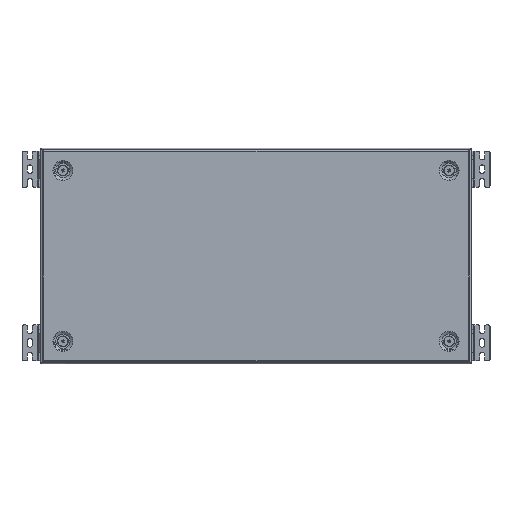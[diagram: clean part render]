
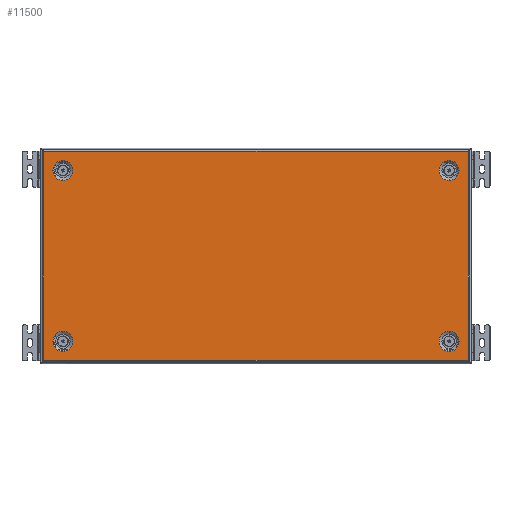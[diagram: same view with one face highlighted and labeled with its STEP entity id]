
A CAD part, top view. The second image highlights one B-rep face of the part: STEP entity #11500.
In plain terms, the highlighted planar face has unit normal (0, 0, 1).
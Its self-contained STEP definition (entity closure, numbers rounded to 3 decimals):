
#139 = VERTEX_POINT ( 'NONE', #6958 ) ;
#525 = VECTOR ( 'NONE', #23483, 1000. ) ;
#794 = CARTESIAN_POINT ( 'NONE',  ( -295.4, 145.5, 0. ) ) ;
#1185 = CARTESIAN_POINT ( 'NONE',  ( -297.5, 145.5, 0. ) ) ;
#1280 = VECTOR ( 'NONE', #13260, 1000. ) ;
#1342 = VERTEX_POINT ( 'NONE', #8348 ) ;
#1360 = FACE_BOUND ( 'NONE', #23931, .T. ) ;
#1440 = DIRECTION ( 'NONE',  ( -1., 0., 0. ) ) ;
#1604 = EDGE_CURVE ( 'NONE', #26034, #3404, #9556, .T. ) ;
#1681 = ORIENTED_EDGE ( 'NONE', *, *, #16927, .T. ) ;
#1738 = AXIS2_PLACEMENT_3D ( 'NONE', #16095, #11747, #11887 ) ;
#1830 = CARTESIAN_POINT ( 'NONE',  ( -295.5, -145.5, 0. ) ) ;
#1917 = ORIENTED_EDGE ( 'NONE', *, *, #7389, .F. ) ;
#2098 = ORIENTED_EDGE ( 'NONE', *, *, #10992, .T. ) ;
#2226 = DIRECTION ( 'NONE',  ( 0., 0., 1. ) ) ;
#2302 = EDGE_CURVE ( 'NONE', #20942, #22402, #15673, .T. ) ;
#2369 = CARTESIAN_POINT ( 'NONE',  ( 269., 133., 0. ) ) ;
#2430 = DIRECTION ( 'NONE',  ( 1., 0., 0. ) ) ;
#2559 = DIRECTION ( 'NONE',  ( 1., 0., 0. ) ) ;
#2718 = CARTESIAN_POINT ( 'NONE',  ( 295.793, 145.5, 0. ) ) ;
#2836 = EDGE_CURVE ( 'NONE', #22402, #20942, #8278, .T. ) ;
#2887 = EDGE_CURVE ( 'NONE', #16443, #26034, #16730, .T. ) ;
#3129 = CARTESIAN_POINT ( 'NONE',  ( -295.793, -145.5, 0. ) ) ;
#3299 = CARTESIAN_POINT ( 'NONE',  ( 269., -105., 0. ) ) ;
#3351 = EDGE_CURVE ( 'NONE', #6341, #7623, #13085, .T. ) ;
#3404 = VERTEX_POINT ( 'NONE', #18433 ) ;
#3912 = CIRCLE ( 'NONE', #19974, 14. ) ;
#4352 = VECTOR ( 'NONE', #4917, 1000. ) ;
#4688 = ORIENTED_EDGE ( 'NONE', *, *, #11870, .F. ) ;
#4765 = AXIS2_PLACEMENT_3D ( 'NONE', #23298, #2226, #12993 ) ;
#4917 = DIRECTION ( 'NONE',  ( -1., 0., 0. ) ) ;
#4989 = ORIENTED_EDGE ( 'NONE', *, *, #1604, .T. ) ;
#5191 = EDGE_LOOP ( 'NONE', ( #4688, #16919 ) ) ;
#5339 = FACE_OUTER_BOUND ( 'NONE', #21204, .T. ) ;
#5727 = CIRCLE ( 'NONE', #20030, 14. ) ;
#6191 = DIRECTION ( 'NONE',  ( 0., 0., 1. ) ) ;
#6295 = DIRECTION ( 'NONE',  ( -1., 0., 0. ) ) ;
#6341 = VERTEX_POINT ( 'NONE', #2369 ) ;
#6849 = ORIENTED_EDGE ( 'NONE', *, *, #10430, .F. ) ;
#6897 = LINE ( 'NONE', #15211, #525 ) ;
#6949 = VECTOR ( 'NONE', #14796, 1000. ) ;
#6958 = CARTESIAN_POINT ( 'NONE',  ( 269., -133., 0. ) ) ;
#7389 = EDGE_CURVE ( 'NONE', #10919, #1342, #9045, .T. ) ;
#7623 = VERTEX_POINT ( 'NONE', #18942 ) ;
#7737 = VERTEX_POINT ( 'NONE', #21910 ) ;
#8278 = CIRCLE ( 'NONE', #17848, 14. ) ;
#8348 = CARTESIAN_POINT ( 'NONE',  ( -269., -133., 0. ) ) ;
#8401 = CARTESIAN_POINT ( 'NONE',  ( -295.5, 145.793, 0. ) ) ;
#8741 = DIRECTION ( 'NONE',  ( 0., 1., 0. ) ) ;
#9045 = CIRCLE ( 'NONE', #24645, 14. ) ;
#9541 = FACE_BOUND ( 'NONE', #21283, .T. ) ;
#9556 = LINE ( 'NONE', #17844, #1280 ) ;
#9660 = EDGE_CURVE ( 'NONE', #7737, #22309, #19951, .T. ) ;
#9848 = CARTESIAN_POINT ( 'NONE',  ( 295.4, 145.5, 0. ) ) ;
#10139 = DIRECTION ( 'NONE',  ( -1., 0., 0. ) ) ;
#10258 = DIRECTION ( 'NONE',  ( 1., 0., 0. ) ) ;
#10430 = EDGE_CURVE ( 'NONE', #1342, #10919, #22525, .T. ) ;
#10781 = LINE ( 'NONE', #19068, #20941 ) ;
#10815 = CARTESIAN_POINT ( 'NONE',  ( -295.4, -145.5, 0. ) ) ;
#10919 = VERTEX_POINT ( 'NONE', #24693 ) ;
#10992 = EDGE_CURVE ( 'NONE', #7737, #16288, #12224, .T. ) ;
#11438 = DIRECTION ( 'NONE',  ( 1., 0., 0. ) ) ;
#11500 = ADVANCED_FACE ( 'NONE', ( #5339, #23804, #23947, #1360, #9541 ), #17828, .T. ) ;
#11711 = EDGE_CURVE ( 'NONE', #17822, #19948, #23517, .T. ) ;
#11747 = DIRECTION ( 'NONE',  ( 0., 0., 1. ) ) ;
#11810 = CARTESIAN_POINT ( 'NONE',  ( -269., 105., 0. ) ) ;
#11856 = CARTESIAN_POINT ( 'NONE',  ( 0., 0., 0. ) ) ;
#11870 = EDGE_CURVE ( 'NONE', #139, #15024, #3912, .T. ) ;
#11887 = DIRECTION ( 'NONE',  ( 1., 0., 0. ) ) ;
#12050 = ORIENTED_EDGE ( 'NONE', *, *, #16716, .F. ) ;
#12224 = LINE ( 'NONE', #8401, #6949 ) ;
#12335 = CARTESIAN_POINT ( 'NONE',  ( 269., 119., 0. ) ) ;
#12621 = EDGE_CURVE ( 'NONE', #16288, #16443, #21742, .T. ) ;
#12802 = CARTESIAN_POINT ( 'NONE',  ( 269., -119., 0. ) ) ;
#12993 = DIRECTION ( 'NONE',  ( -1., 0., 0. ) ) ;
#13085 = CIRCLE ( 'NONE', #16526, 14. ) ;
#13260 = DIRECTION ( 'NONE',  ( 1., 0., 0. ) ) ;
#13438 = EDGE_CURVE ( 'NONE', #15024, #139, #5727, .T. ) ;
#14796 = DIRECTION ( 'NONE',  ( 0., -1., 0. ) ) ;
#14834 = CARTESIAN_POINT ( 'NONE',  ( -269., 119., 0. ) ) ;
#15024 = VERTEX_POINT ( 'NONE', #3299 ) ;
#15211 = CARTESIAN_POINT ( 'NONE',  ( 295.793, 145.5, 0. ) ) ;
#15633 = DIRECTION ( 'NONE',  ( 1., 0., 0. ) ) ;
#15673 = CIRCLE ( 'NONE', #1738, 14. ) ;
#15691 = ORIENTED_EDGE ( 'NONE', *, *, #2302, .F. ) ;
#16038 = EDGE_CURVE ( 'NONE', #19948, #22309, #6897, .T. ) ;
#16095 = CARTESIAN_POINT ( 'NONE',  ( -269., 119., 0. ) ) ;
#16245 = ORIENTED_EDGE ( 'NONE', *, *, #11711, .T. ) ;
#16250 = ORIENTED_EDGE ( 'NONE', *, *, #2887, .T. ) ;
#16288 = VERTEX_POINT ( 'NONE', #1830 ) ;
#16443 = VERTEX_POINT ( 'NONE', #10815 ) ;
#16526 = AXIS2_PLACEMENT_3D ( 'NONE', #12335, #18298, #10139 ) ;
#16576 = ORIENTED_EDGE ( 'NONE', *, *, #9660, .F. ) ;
#16627 = AXIS2_PLACEMENT_3D ( 'NONE', #18813, #26680, #6295 ) ;
#16716 = EDGE_CURVE ( 'NONE', #7623, #6341, #22687, .T. ) ;
#16730 = LINE ( 'NONE', #24868, #24332 ) ;
#16919 = ORIENTED_EDGE ( 'NONE', *, *, #13438, .F. ) ;
#16927 = EDGE_CURVE ( 'NONE', #3404, #17822, #10781, .T. ) ;
#17822 = VERTEX_POINT ( 'NONE', #21265 ) ;
#17828 = PLANE ( 'NONE',  #19519 ) ;
#17844 = CARTESIAN_POINT ( 'NONE',  ( 297.5, -145.5, 0. ) ) ;
#17848 = AXIS2_PLACEMENT_3D ( 'NONE', #14834, #20968, #23104 ) ;
#18086 = DIRECTION ( 'NONE',  ( 1., 0., 0. ) ) ;
#18298 = DIRECTION ( 'NONE',  ( 0., 0., 1. ) ) ;
#18433 = CARTESIAN_POINT ( 'NONE',  ( 295.5, -145.5, 0. ) ) ;
#18471 = EDGE_LOOP ( 'NONE', ( #21166, #12050 ) ) ;
#18813 = CARTESIAN_POINT ( 'NONE',  ( 269., 119., 0. ) ) ;
#18942 = CARTESIAN_POINT ( 'NONE',  ( 269., 105., 0. ) ) ;
#19021 = ORIENTED_EDGE ( 'NONE', *, *, #16038, .T. ) ;
#19068 = CARTESIAN_POINT ( 'NONE',  ( 295.5, -145.793, 0. ) ) ;
#19519 = AXIS2_PLACEMENT_3D ( 'NONE', #11856, #26113, #18086 ) ;
#19948 = VERTEX_POINT ( 'NONE', #9848 ) ;
#19951 = LINE ( 'NONE', #1185, #23801 ) ;
#19974 = AXIS2_PLACEMENT_3D ( 'NONE', #20851, #6191, #10258 ) ;
#20030 = AXIS2_PLACEMENT_3D ( 'NONE', #12802, #26538, #2559 ) ;
#20344 = CARTESIAN_POINT ( 'NONE',  ( -269., 133., 0. ) ) ;
#20851 = CARTESIAN_POINT ( 'NONE',  ( 269., -119., 0. ) ) ;
#20941 = VECTOR ( 'NONE', #8741, 1000. ) ;
#20942 = VERTEX_POINT ( 'NONE', #11810 ) ;
#20950 = ORIENTED_EDGE ( 'NONE', *, *, #12621, .T. ) ;
#20968 = DIRECTION ( 'NONE',  ( 0., 0., 1. ) ) ;
#21166 = ORIENTED_EDGE ( 'NONE', *, *, #3351, .F. ) ;
#21204 = EDGE_LOOP ( 'NONE', ( #16245, #19021, #16576, #2098, #20950, #16250, #4989, #1681 ) ) ;
#21265 = CARTESIAN_POINT ( 'NONE',  ( 295.5, 145.5, 0. ) ) ;
#21283 = EDGE_LOOP ( 'NONE', ( #22886, #15691 ) ) ;
#21742 = LINE ( 'NONE', #3129, #25200 ) ;
#21910 = CARTESIAN_POINT ( 'NONE',  ( -295.5, 145.5, 0. ) ) ;
#21977 = DIRECTION ( 'NONE',  ( 0., 0., 1. ) ) ;
#22309 = VERTEX_POINT ( 'NONE', #794 ) ;
#22402 = VERTEX_POINT ( 'NONE', #20344 ) ;
#22525 = CIRCLE ( 'NONE', #4765, 14. ) ;
#22687 = CIRCLE ( 'NONE', #16627, 14. ) ;
#22886 = ORIENTED_EDGE ( 'NONE', *, *, #2836, .F. ) ;
#23104 = DIRECTION ( 'NONE',  ( 1., 0., 0. ) ) ;
#23227 = CARTESIAN_POINT ( 'NONE',  ( 295.4, -145.5, 0. ) ) ;
#23298 = CARTESIAN_POINT ( 'NONE',  ( -269., -119., 0. ) ) ;
#23483 = DIRECTION ( 'NONE',  ( -1., 0., 0. ) ) ;
#23517 = LINE ( 'NONE', #2718, #4352 ) ;
#23801 = VECTOR ( 'NONE', #15633, 1000. ) ;
#23804 = FACE_BOUND ( 'NONE', #5191, .T. ) ;
#23931 = EDGE_LOOP ( 'NONE', ( #6849, #1917 ) ) ;
#23947 = FACE_BOUND ( 'NONE', #18471, .T. ) ;
#24332 = VECTOR ( 'NONE', #2430, 1000. ) ;
#24645 = AXIS2_PLACEMENT_3D ( 'NONE', #26455, #21977, #1440 ) ;
#24693 = CARTESIAN_POINT ( 'NONE',  ( -269., -105., 0. ) ) ;
#24868 = CARTESIAN_POINT ( 'NONE',  ( -295.793, -145.5, 0. ) ) ;
#25200 = VECTOR ( 'NONE', #11438, 1000. ) ;
#26034 = VERTEX_POINT ( 'NONE', #23227 ) ;
#26113 = DIRECTION ( 'NONE',  ( 0., 0., 1. ) ) ;
#26455 = CARTESIAN_POINT ( 'NONE',  ( -269., -119., 0. ) ) ;
#26538 = DIRECTION ( 'NONE',  ( 0., 0., 1. ) ) ;
#26680 = DIRECTION ( 'NONE',  ( 0., 0., 1. ) ) ;
